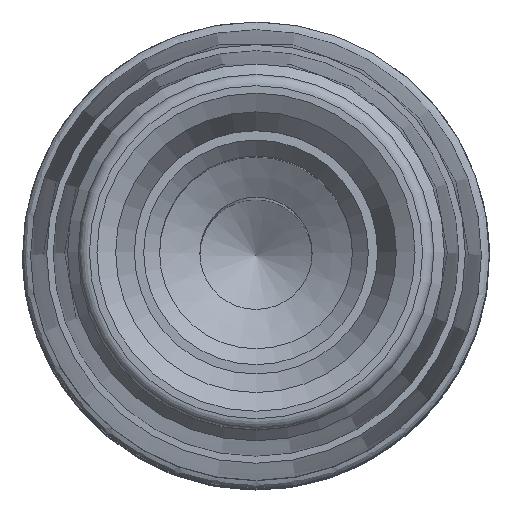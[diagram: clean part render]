
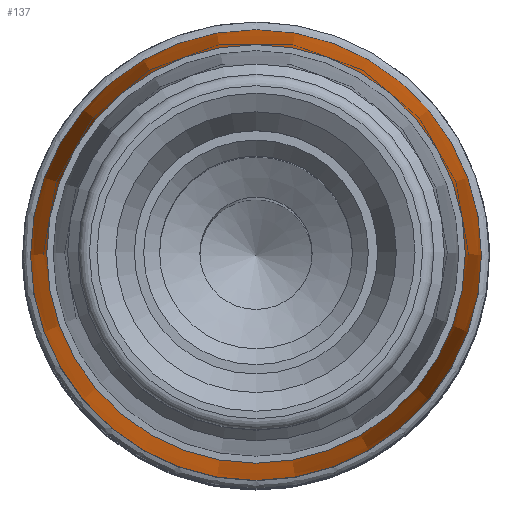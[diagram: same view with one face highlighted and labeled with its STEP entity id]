
A CAD part, top view. The second image highlights one B-rep face of the part: STEP entity #137.
In plain terms, the highlighted conical face has half-angle 1.438 degrees and reference radius 11.185 mm.
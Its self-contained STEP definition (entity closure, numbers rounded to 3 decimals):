
#80=CONICAL_SURFACE('',#939,11.185,1.438);
#137=ADVANCED_FACE('',(#346,#347),#80,.T.);
#346=FACE_BOUND('',#488,.T.);
#347=FACE_BOUND('',#489,.T.);
#488=EDGE_LOOP('',(#628));
#489=EDGE_LOOP('',(#629));
#628=ORIENTED_EDGE('',*,*,#803,.T.);
#629=ORIENTED_EDGE('',*,*,#804,.F.);
#731=VERTEX_POINT('',#1864);
#732=VERTEX_POINT('',#1866);
#803=EDGE_CURVE('',#731,#731,#866,.T.);
#804=EDGE_CURVE('',#732,#732,#867,.T.);
#866=CIRCLE('',#937,12.038);
#867=CIRCLE('',#938,11.185);
#937=AXIS2_PLACEMENT_3D('',#1863,#1114,#1115);
#938=AXIS2_PLACEMENT_3D('',#1865,#1116,#1117);
#939=AXIS2_PLACEMENT_3D('',#1867,#1118,#1119);
#1114=DIRECTION('',(0.,0.,1.));
#1115=DIRECTION('',(1.,0.,0.));
#1116=DIRECTION('',(0.,0.,1.));
#1117=DIRECTION('',(1.,0.,0.));
#1118=DIRECTION('',(0.,0.,-1.));
#1119=DIRECTION('',(-1.,0.,0.));
#1863=CARTESIAN_POINT('',(0.,0.,-5.));
#1864=CARTESIAN_POINT('',(12.038,0.,-5.));
#1865=CARTESIAN_POINT('',(0.,0.,29.));
#1866=CARTESIAN_POINT('',(11.185,0.,29.));
#1867=CARTESIAN_POINT('',(0.,0.,29.));
